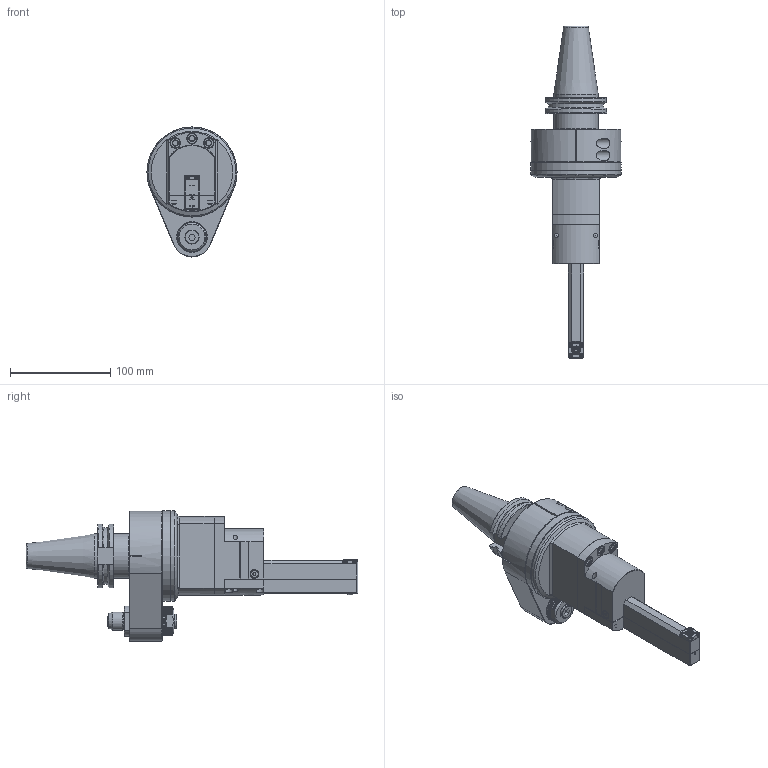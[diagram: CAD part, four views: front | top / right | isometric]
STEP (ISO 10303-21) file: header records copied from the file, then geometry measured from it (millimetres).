
FILE_DESCRIPTION(/* description */ (''),/* implementation_level */ '2;1');
FILE_NAME(/* name */ '9.GS90.3XS00-12C40.stp',/* time_stamp */ '2025-06-04T14:49:14-04:00',/* author */ ('jkrenzer'),/* organization */ (''),/* preprocessor_version */ 'ST-DEVELOPER v18.1',/* originating_system */ 'Autodesk Inventor 2022',/* authorisation */ '');
FILE_SCHEMA (('AUTOMOTIVE_DESIGN { 1 0 10303 214 3 1 1 }'));
Products named in the file (3): 9.GS90.3XS00-12C40; 9_GS90_3XS; 9_GA1_446_1 (Classic, Type 1, Cat40, 65mm)
Assembly tree (2 placements, depth 2):
  9.GS90.3XS00-12C40
    9_GS90_3XS
    9_GA1_446_1 (Classic, Type 1, Cat40, 65mm)
Bounding box: 90 x 331.9 x 130 mm (x, y, z)
Volume: 626352.3 mm3; surface area: 155505 mm2
Topology: 5 solids, 9 shells, 2071 faces, 5400 edges, 3476 vertices
Faces by surface type: plane 920, cylinder 470, cone 429, bspline 221, torus 27, sphere 4
Full cylindrical faces by diameter (mm): 1.2 x8, 2 x3, 2.1 x4, 2.5 x1, 3.3 x3, 3.5 x1, 3.7 x4, 4 x12, 4.2 x10, 4.5 x8, 4.7 x1, 5 x9, 5.7 x1, 6 x5, 6.5 x16, 7 x14, 7.3 x4, 7.6 x1, 8 x2, 8.5 x9, 9 x1, 10 x6, 10.5 x7, 11 x1, 12 x2, 12.1 x1, 12.5 x1, 13 x1, 13.3 x2, 13.4 x1
Entity records: 76275 total; most frequent: CARTESIAN_POINT 25909, ORIENTED_EDGE 10749, DIRECTION 10211, EDGE_CURVE 5376, AXIS2_PLACEMENT_3D 3756, VERTEX_POINT 3476, LINE 2699, VECTOR 2699
